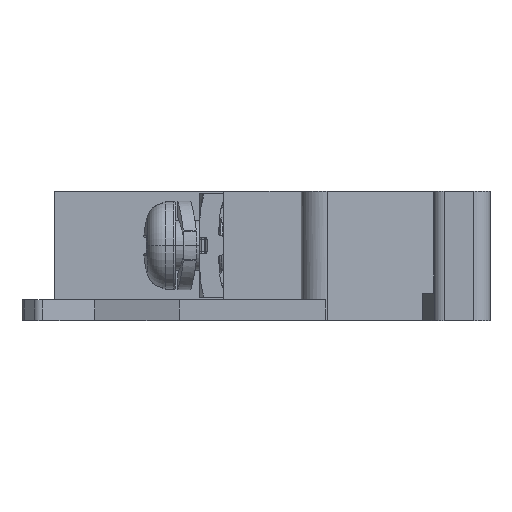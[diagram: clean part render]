
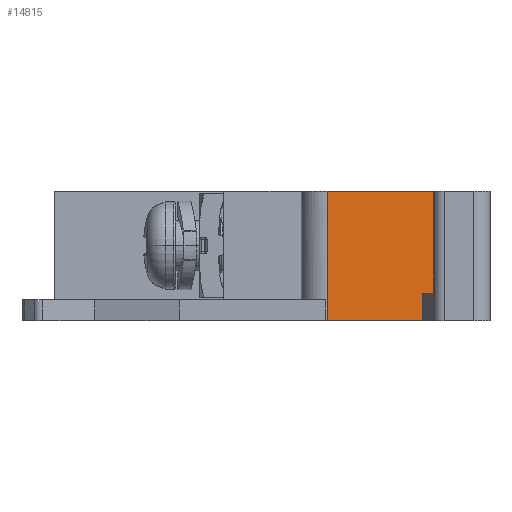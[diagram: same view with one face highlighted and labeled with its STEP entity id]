
A CAD part, left-side view. The second image highlights one B-rep face of the part: STEP entity #14815.
In plain terms, the highlighted planar face has unit normal (-0.998, -0.07, 0).
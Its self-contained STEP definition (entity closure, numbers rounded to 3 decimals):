
#1427=DIRECTION('',(0.07,-0.998,0.));
#1428=VECTOR('',#1427,5.91);
#1429=CARTESIAN_POINT('',(-18.996,6.595,0.));
#1430=LINE('',#1429,#1428);
#1794=DIRECTION('',(-0.07,0.998,0.));
#1795=VECTOR('',#1794,2.471);
#1796=CARTESIAN_POINT('',(-18.412,-1.765,1.7));
#1797=LINE('',#1796,#1795);
#1825=DIRECTION('',(0.07,-0.998,0.));
#1826=VECTOR('',#1825,8.381);
#1827=CARTESIAN_POINT('',(-18.996,6.595,8.));
#1828=LINE('',#1827,#1826);
#1829=DIRECTION('',(0.,0.,-1.));
#1830=VECTOR('',#1829,6.3);
#1831=CARTESIAN_POINT('',(-18.412,-1.765,8.));
#1832=LINE('',#1831,#1830);
#1833=DIRECTION('',(0.,0.,1.));
#1834=VECTOR('',#1833,1.7);
#1835=CARTESIAN_POINT('',(-18.584,0.7,0.));
#1836=LINE('',#1835,#1834);
#1837=DIRECTION('',(0.,0.,1.));
#1838=VECTOR('',#1837,8.);
#1839=CARTESIAN_POINT('',(-18.996,6.595,0.));
#1840=LINE('',#1839,#1838);
#11216=CARTESIAN_POINT('',(-18.996,6.595,0.));
#11217=VERTEX_POINT('',#11216);
#11258=CARTESIAN_POINT('',(-18.996,6.595,8.));
#11259=VERTEX_POINT('',#11258);
#11294=CARTESIAN_POINT('',(-18.584,0.7,0.));
#11295=VERTEX_POINT('',#11294);
#11572=CARTESIAN_POINT('',(-18.412,-1.765,1.7));
#11573=VERTEX_POINT('',#11572);
#11582=CARTESIAN_POINT('',(-18.412,-1.765,8.));
#11583=VERTEX_POINT('',#11582);
#11588=CARTESIAN_POINT('',(-18.584,0.7,1.7));
#11590=VERTEX_POINT('',#11588);
#14801=CARTESIAN_POINT('',(-18.996,6.595,0.));
#14802=DIRECTION('',(-0.998,-0.07,0.));
#14803=DIRECTION('',(0.07,-0.998,0.));
#14804=AXIS2_PLACEMENT_3D('',#14801,#14802,#14803);
#14805=PLANE('',#14804);
#14806=ORIENTED_EDGE('',*,*,#13536,.T.);
#14808=ORIENTED_EDGE('',*,*,#14807,.T.);
#14809=ORIENTED_EDGE('',*,*,#14774,.T.);
#14810=ORIENTED_EDGE('',*,*,#14796,.F.);
#14811=ORIENTED_EDGE('',*,*,#14202,.F.);
#14812=ORIENTED_EDGE('',*,*,#14100,.T.);
#14813=EDGE_LOOP('',(#14806,#14808,#14809,#14810,#14811,#14812));
#14814=FACE_OUTER_BOUND('',#14813,.F.);
#13536=EDGE_CURVE('',#11259,#11583,#1828,.T.);
#14100=EDGE_CURVE('',#11217,#11259,#1840,.T.);
#14202=EDGE_CURVE('',#11217,#11295,#1430,.T.);
#14774=EDGE_CURVE('',#11573,#11590,#1797,.T.);
#14796=EDGE_CURVE('',#11295,#11590,#1836,.T.);
#14807=EDGE_CURVE('',#11583,#11573,#1832,.T.);
#14815=ADVANCED_FACE('',(#14814),#14805,.T.);
